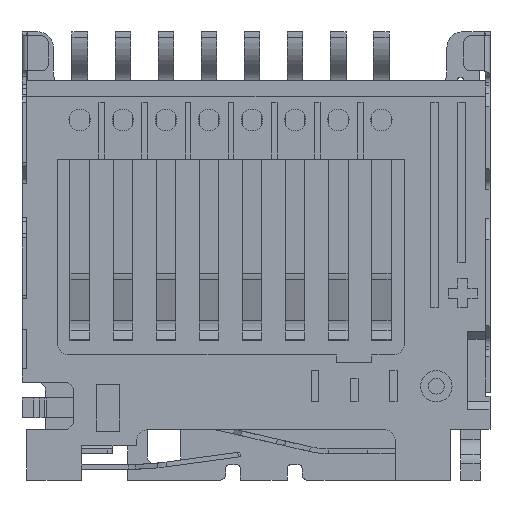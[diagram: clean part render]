
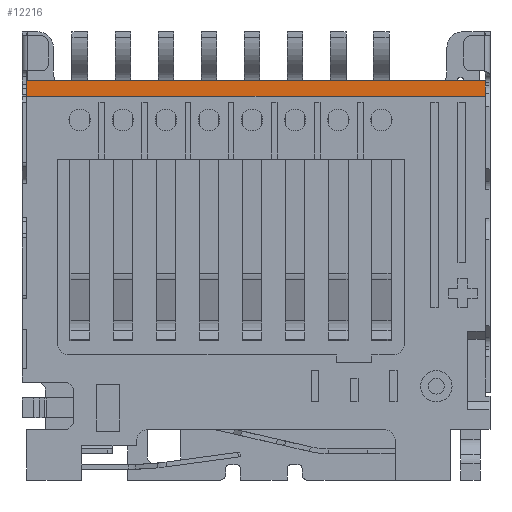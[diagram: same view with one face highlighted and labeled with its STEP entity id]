
A CAD part, front view. The second image highlights one B-rep face of the part: STEP entity #12216.
In plain terms, the highlighted planar face has unit normal (0, -1, 0).
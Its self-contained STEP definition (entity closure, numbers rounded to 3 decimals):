
#167 = DIRECTION ( 'NONE',  ( 0., -1., 0. ) ) ;
#505 = CARTESIAN_POINT ( 'NONE',  ( -5.855, 0.2, 4.075 ) ) ;
#1246 = AXIS2_PLACEMENT_3D ( 'NONE', #2768, #167, #17181 ) ;
#1930 = EDGE_LOOP ( 'NONE', ( #27298, #13393, #30098, #3922 ) ) ;
#2768 = CARTESIAN_POINT ( 'NONE',  ( 0., 0.2, 0. ) ) ;
#3922 = ORIENTED_EDGE ( 'NONE', *, *, #4965, .F. ) ;
#4454 = LINE ( 'NONE', #12928, #12022 ) ;
#4570 = VECTOR ( 'NONE', #6017, 1000. ) ;
#4965 = EDGE_CURVE ( 'NONE', #8934, #27665, #4454, .T. ) ;
#5151 = DIRECTION ( 'NONE',  ( 1., 0., 0. ) ) ;
#6017 = DIRECTION ( 'NONE',  ( 0., 0., -1. ) ) ;
#7872 = EDGE_CURVE ( 'NONE', #15572, #27330, #30029, .T. ) ;
#8934 = VERTEX_POINT ( 'NONE', #30380 ) ;
#11155 = CARTESIAN_POINT ( 'NONE',  ( 5.855, 0.2, 4.475 ) ) ;
#12022 = VECTOR ( 'NONE', #5151, 1000. ) ;
#12216 = ADVANCED_FACE ( 'NONE', ( #16318 ), #15653, .T. ) ;
#12928 = CARTESIAN_POINT ( 'NONE',  ( 0., 0.2, 4.475 ) ) ;
#13211 = LINE ( 'NONE', #27203, #30775 ) ;
#13393 = ORIENTED_EDGE ( 'NONE', *, *, #7872, .T. ) ;
#15572 = VERTEX_POINT ( 'NONE', #505 ) ;
#15653 = PLANE ( 'NONE',  #1246 ) ;
#16318 = FACE_OUTER_BOUND ( 'NONE', #1930, .T. ) ;
#16811 = VECTOR ( 'NONE', #32692, 1000. ) ;
#17181 = DIRECTION ( 'NONE',  ( 0., 0., -1. ) ) ;
#18339 = EDGE_CURVE ( 'NONE', #8934, #15572, #13211, .T. ) ;
#19580 = DIRECTION ( 'NONE',  ( 0., 0., -1. ) ) ;
#20638 = EDGE_CURVE ( 'NONE', #27665, #27330, #26019, .T. ) ;
#22356 = CARTESIAN_POINT ( 'NONE',  ( -5.975, 0.2, 4.075 ) ) ;
#25576 = CARTESIAN_POINT ( 'NONE',  ( 5.855, 0.2, 0. ) ) ;
#26019 = LINE ( 'NONE', #25576, #4570 ) ;
#27203 = CARTESIAN_POINT ( 'NONE',  ( -5.855, 0.2, 0. ) ) ;
#27298 = ORIENTED_EDGE ( 'NONE', *, *, #18339, .T. ) ;
#27330 = VERTEX_POINT ( 'NONE', #27332 ) ;
#27332 = CARTESIAN_POINT ( 'NONE',  ( 5.855, 0.2, 4.075 ) ) ;
#27665 = VERTEX_POINT ( 'NONE', #11155 ) ;
#30029 = LINE ( 'NONE', #22356, #16811 ) ;
#30098 = ORIENTED_EDGE ( 'NONE', *, *, #20638, .F. ) ;
#30380 = CARTESIAN_POINT ( 'NONE',  ( -5.855, 0.2, 4.475 ) ) ;
#30775 = VECTOR ( 'NONE', #19580, 1000. ) ;
#32692 = DIRECTION ( 'NONE',  ( 1., 0., 0. ) ) ;
